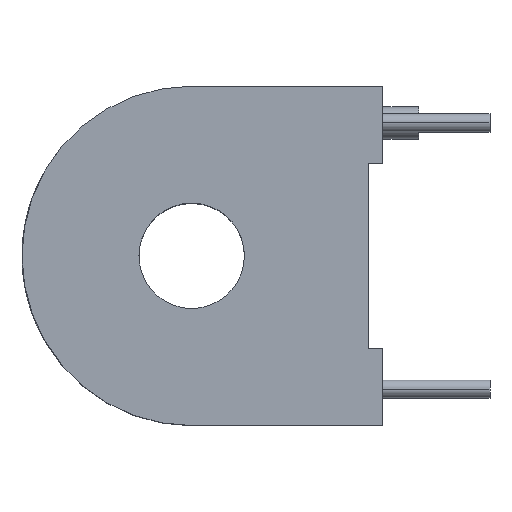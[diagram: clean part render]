
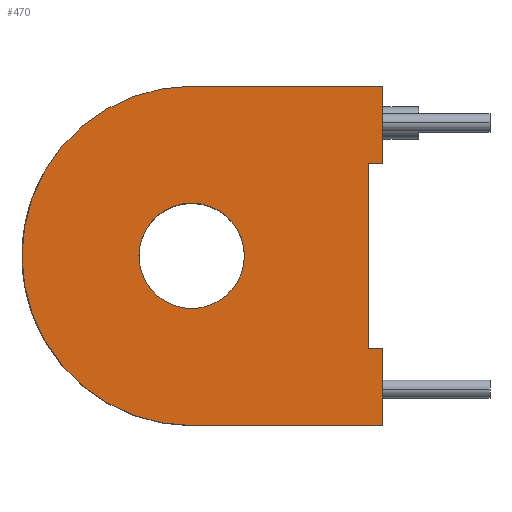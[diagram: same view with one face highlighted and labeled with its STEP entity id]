
A CAD part, top view. The second image highlights one B-rep face of the part: STEP entity #470.
In plain terms, the highlighted planar face has unit normal (0, 0, 1).
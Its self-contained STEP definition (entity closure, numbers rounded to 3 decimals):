
#3 = CARTESIAN_POINT ( 'NONE',  ( 0., 0., 10. ) ) ;
#31 = FACE_OUTER_BOUND ( 'NONE', #3454, .T. ) ;
#66 = ORIENTED_EDGE ( 'NONE', *, *, #1654, .T. ) ;
#70 = CIRCLE ( 'NONE', #2625, 9.5 ) ;
#155 = CARTESIAN_POINT ( 'NONE',  ( 0., 9.5, 10. ) ) ;
#254 = CARTESIAN_POINT ( 'NONE',  ( -2.95, 0., 10. ) ) ;
#273 = ORIENTED_EDGE ( 'NONE', *, *, #2584, .T. ) ;
#320 = VECTOR ( 'NONE', #858, 1000. ) ;
#335 = LINE ( 'NONE', #3318, #566 ) ;
#376 = CARTESIAN_POINT ( 'NONE',  ( 9.89, -5.183, 10. ) ) ;
#406 = CIRCLE ( 'NONE', #2266, 9.5 ) ;
#438 = ORIENTED_EDGE ( 'NONE', *, *, #3022, .T. ) ;
#470 = ADVANCED_FACE ( 'NONE', ( #31, #1658 ), #2193, .T. ) ;
#566 = VECTOR ( 'NONE', #2195, 1000. ) ;
#614 = EDGE_LOOP ( 'NONE', ( #3234, #3541 ) ) ;
#686 = CARTESIAN_POINT ( 'NONE',  ( 10.7, 9.5, 10. ) ) ;
#725 = CARTESIAN_POINT ( 'NONE',  ( 10.7, 5.183, 10. ) ) ;
#732 = LINE ( 'NONE', #1402, #989 ) ;
#747 = CARTESIAN_POINT ( 'NONE',  ( 0., 0., 10. ) ) ;
#831 = CARTESIAN_POINT ( 'NONE',  ( 9.89, 5.183, 10. ) ) ;
#858 = DIRECTION ( 'NONE',  ( -1., 0., 0. ) ) ;
#918 = CARTESIAN_POINT ( 'NONE',  ( 0., 0., 10. ) ) ;
#976 = DIRECTION ( 'NONE',  ( 0., 1., 0. ) ) ;
#989 = VECTOR ( 'NONE', #2871, 1000. ) ;
#991 = CARTESIAN_POINT ( 'NONE',  ( 0., -9.5, 10. ) ) ;
#1021 = CARTESIAN_POINT ( 'NONE',  ( 10.7, 5.183, 10. ) ) ;
#1025 = LINE ( 'NONE', #1021, #2916 ) ;
#1041 = CARTESIAN_POINT ( 'NONE',  ( 10.7, -5.183, 10. ) ) ;
#1157 = VECTOR ( 'NONE', #3402, 1000. ) ;
#1228 = DIRECTION ( 'NONE',  ( 0., 1., 0. ) ) ;
#1282 = DIRECTION ( 'NONE',  ( 1., 0., 0. ) ) ;
#1287 = VERTEX_POINT ( 'NONE', #991 ) ;
#1297 = EDGE_CURVE ( 'NONE', #1682, #2675, #2841, .T. ) ;
#1328 = ORIENTED_EDGE ( 'NONE', *, *, #3026, .T. ) ;
#1377 = CARTESIAN_POINT ( 'NONE',  ( 0., 9.5, 10. ) ) ;
#1402 = CARTESIAN_POINT ( 'NONE',  ( 10.7, -9.5, 10. ) ) ;
#1505 = VERTEX_POINT ( 'NONE', #725 ) ;
#1506 = EDGE_CURVE ( 'NONE', #1287, #3578, #335, .T. ) ;
#1530 = DIRECTION ( 'NONE',  ( 1., 0., 0. ) ) ;
#1568 = CARTESIAN_POINT ( 'NONE',  ( 9.89, 5.183, 10. ) ) ;
#1654 = EDGE_CURVE ( 'NONE', #3578, #2991, #732, .T. ) ;
#1658 = FACE_BOUND ( 'NONE', #614, .T. ) ;
#1664 = ORIENTED_EDGE ( 'NONE', *, *, #1506, .T. ) ;
#1682 = VERTEX_POINT ( 'NONE', #2850 ) ;
#1883 = EDGE_CURVE ( 'NONE', #1996, #1505, #1025, .T. ) ;
#1887 = AXIS2_PLACEMENT_3D ( 'NONE', #747, #3027, #3303 ) ;
#1963 = DIRECTION ( 'NONE',  ( 1., 0., 0. ) ) ;
#1996 = VERTEX_POINT ( 'NONE', #831 ) ;
#2060 = LINE ( 'NONE', #1568, #3633 ) ;
#2066 = EDGE_CURVE ( 'NONE', #1505, #2933, #2958, .T. ) ;
#2088 = ORIENTED_EDGE ( 'NONE', *, *, #1883, .T. ) ;
#2134 = VERTEX_POINT ( 'NONE', #155 ) ;
#2193 = PLANE ( 'NONE',  #1887 ) ;
#2195 = DIRECTION ( 'NONE',  ( 1., 0., 0. ) ) ;
#2266 = AXIS2_PLACEMENT_3D ( 'NONE', #3128, #2561, #2272 ) ;
#2269 = CIRCLE ( 'NONE', #2401, 2.95 ) ;
#2272 = DIRECTION ( 'NONE',  ( 1., 0., 0. ) ) ;
#2401 = AXIS2_PLACEMENT_3D ( 'NONE', #918, #3527, #1530 ) ;
#2438 = CARTESIAN_POINT ( 'NONE',  ( 0., 0., 10. ) ) ;
#2468 = DIRECTION ( 'NONE',  ( 1., 0., 0. ) ) ;
#2561 = DIRECTION ( 'NONE',  ( 0., 0., 1. ) ) ;
#2584 = EDGE_CURVE ( 'NONE', #3497, #1287, #70, .T. ) ;
#2625 = AXIS2_PLACEMENT_3D ( 'NONE', #2438, #2986, #1282 ) ;
#2632 = ORIENTED_EDGE ( 'NONE', *, *, #2066, .T. ) ;
#2675 = VERTEX_POINT ( 'NONE', #254 ) ;
#2693 = CARTESIAN_POINT ( 'NONE',  ( -9.5, 0., 10. ) ) ;
#2817 = CARTESIAN_POINT ( 'NONE',  ( 10.7, -5.183, 10. ) ) ;
#2841 = CIRCLE ( 'NONE', #3455, 2.95 ) ;
#2850 = CARTESIAN_POINT ( 'NONE',  ( 2.95, 0., 10. ) ) ;
#2871 = DIRECTION ( 'NONE',  ( 0., 1., 0. ) ) ;
#2883 = VERTEX_POINT ( 'NONE', #376 ) ;
#2916 = VECTOR ( 'NONE', #2468, 1000. ) ;
#2933 = VERTEX_POINT ( 'NONE', #3313 ) ;
#2958 = LINE ( 'NONE', #686, #3341 ) ;
#2986 = DIRECTION ( 'NONE',  ( 0., 0., 1. ) ) ;
#2991 = VERTEX_POINT ( 'NONE', #1041 ) ;
#2996 = EDGE_CURVE ( 'NONE', #2933, #2134, #3149, .T. ) ;
#2997 = ORIENTED_EDGE ( 'NONE', *, *, #3238, .T. ) ;
#3022 = EDGE_CURVE ( 'NONE', #2134, #3497, #406, .T. ) ;
#3026 = EDGE_CURVE ( 'NONE', #2991, #2883, #3635, .T. ) ;
#3027 = DIRECTION ( 'NONE',  ( 0., 0., 1. ) ) ;
#3128 = CARTESIAN_POINT ( 'NONE',  ( 0., 0., 10. ) ) ;
#3149 = LINE ( 'NONE', #1377, #1157 ) ;
#3234 = ORIENTED_EDGE ( 'NONE', *, *, #3668, .F. ) ;
#3237 = ORIENTED_EDGE ( 'NONE', *, *, #2996, .T. ) ;
#3238 = EDGE_CURVE ( 'NONE', #2883, #1996, #2060, .T. ) ;
#3303 = DIRECTION ( 'NONE',  ( 1., 0., 0. ) ) ;
#3313 = CARTESIAN_POINT ( 'NONE',  ( 10.7, 9.5, 10. ) ) ;
#3318 = CARTESIAN_POINT ( 'NONE',  ( 0., -9.5, 10. ) ) ;
#3341 = VECTOR ( 'NONE', #976, 1000. ) ;
#3402 = DIRECTION ( 'NONE',  ( -1., 0., 0. ) ) ;
#3454 = EDGE_LOOP ( 'NONE', ( #438, #273, #1664, #66, #1328, #2997, #2088, #2632, #3237 ) ) ;
#3455 = AXIS2_PLACEMENT_3D ( 'NONE', #3, #3673, #1963 ) ;
#3497 = VERTEX_POINT ( 'NONE', #2693 ) ;
#3512 = CARTESIAN_POINT ( 'NONE',  ( 10.7, -9.5, 10. ) ) ;
#3527 = DIRECTION ( 'NONE',  ( 0., 0., 1. ) ) ;
#3541 = ORIENTED_EDGE ( 'NONE', *, *, #1297, .F. ) ;
#3578 = VERTEX_POINT ( 'NONE', #3512 ) ;
#3633 = VECTOR ( 'NONE', #1228, 1000. ) ;
#3635 = LINE ( 'NONE', #2817, #320 ) ;
#3668 = EDGE_CURVE ( 'NONE', #2675, #1682, #2269, .T. ) ;
#3673 = DIRECTION ( 'NONE',  ( 0., 0., 1. ) ) ;
